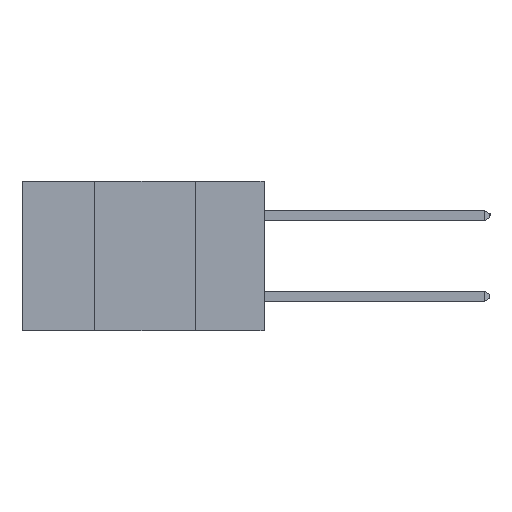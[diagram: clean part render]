
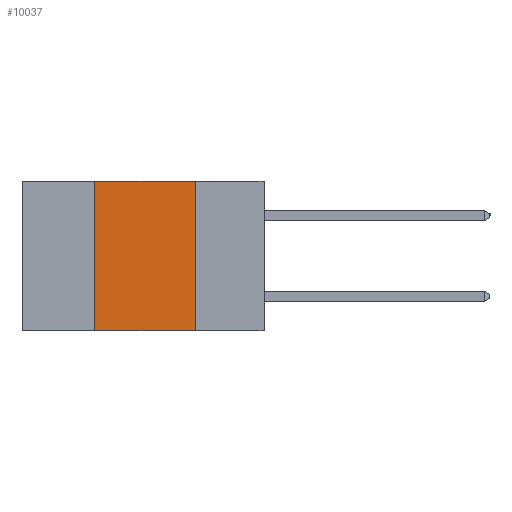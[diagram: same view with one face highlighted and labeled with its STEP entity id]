
A CAD part, left-side view. The second image highlights one B-rep face of the part: STEP entity #10037.
In plain terms, the highlighted planar face has unit normal (-1, 0, 0).
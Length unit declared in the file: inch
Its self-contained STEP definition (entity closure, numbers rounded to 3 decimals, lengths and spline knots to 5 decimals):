
#196 = CARTESIAN_POINT ( 'NONE',  ( 0., 0.17, -0.37 ) ) ;
#656 = LINE ( 'NONE', #5774, #6029 ) ;
#735 = DIRECTION ( 'NONE',  ( 0., -1., 0. ) ) ;
#1066 = CARTESIAN_POINT ( 'NONE',  ( 0., 0.6, 0. ) ) ;
#1117 = FACE_OUTER_BOUND ( 'NONE', #8253, .T. ) ;
#1554 = LINE ( 'NONE', #4871, #8635 ) ;
#1640 = ORIENTED_EDGE ( 'NONE', *, *, #6519, .F. ) ;
#1744 = AXIS2_PLACEMENT_3D ( 'NONE', #1066, #8709, #6980 ) ;
#1923 = VECTOR ( 'NONE', #2808, 39.37008 ) ;
#2036 = VECTOR ( 'NONE', #5941, 39.37008 ) ;
#2255 = VERTEX_POINT ( 'NONE', #7255 ) ;
#2624 = LINE ( 'NONE', #5065, #2036 ) ;
#2742 = ORIENTED_EDGE ( 'NONE', *, *, #10052, .F. ) ;
#2808 = DIRECTION ( 'NONE',  ( 0., 0., -1. ) ) ;
#3171 = DIRECTION ( 'NONE',  ( 0., 0., 1. ) ) ;
#3906 = ORIENTED_EDGE ( 'NONE', *, *, #6683, .F. ) ;
#4871 = CARTESIAN_POINT ( 'NONE',  ( 0., 0.6, -0.37 ) ) ;
#4877 = VERTEX_POINT ( 'NONE', #8397 ) ;
#5065 = CARTESIAN_POINT ( 'NONE',  ( 0., 0.6, 0. ) ) ;
#5745 = VERTEX_POINT ( 'NONE', #196 ) ;
#5774 = CARTESIAN_POINT ( 'NONE',  ( 0., 0.42, -0.37 ) ) ;
#5941 = DIRECTION ( 'NONE',  ( 0., -1., 0. ) ) ;
#6029 = VECTOR ( 'NONE', #3171, 39.37008 ) ;
#6519 = EDGE_CURVE ( 'NONE', #7901, #4877, #656, .T. ) ;
#6683 = EDGE_CURVE ( 'NONE', #4877, #2255, #2624, .T. ) ;
#6868 = PLANE ( 'NONE',  #1744 ) ;
#6980 = DIRECTION ( 'NONE',  ( 0., 0., -1. ) ) ;
#7029 = LINE ( 'NONE', #10235, #1923 ) ;
#7255 = CARTESIAN_POINT ( 'NONE',  ( 0., 0.17, 0. ) ) ;
#7588 = EDGE_CURVE ( 'NONE', #7901, #5745, #1554, .T. ) ;
#7743 = ORIENTED_EDGE ( 'NONE', *, *, #7588, .T. ) ;
#7901 = VERTEX_POINT ( 'NONE', #10550 ) ;
#8253 = EDGE_LOOP ( 'NONE', ( #2742, #3906, #1640, #7743 ) ) ;
#8397 = CARTESIAN_POINT ( 'NONE',  ( 0., 0.42, 0. ) ) ;
#8635 = VECTOR ( 'NONE', #735, 39.37008 ) ;
#8709 = DIRECTION ( 'NONE',  ( 1., 0., 0. ) ) ;
#10037 = ADVANCED_FACE ( 'NONE', ( #1117 ), #6868, .F. ) ;
#10052 = EDGE_CURVE ( 'NONE', #2255, #5745, #7029, .T. ) ;
#10235 = CARTESIAN_POINT ( 'NONE',  ( 0., 0.17, -0.37 ) ) ;
#10550 = CARTESIAN_POINT ( 'NONE',  ( 0., 0.42, -0.37 ) ) ;
